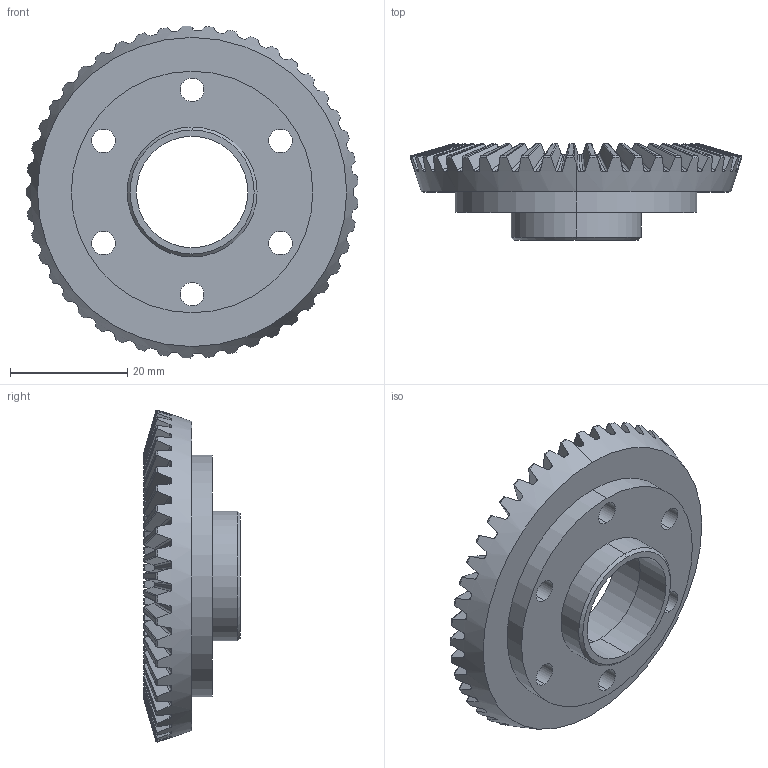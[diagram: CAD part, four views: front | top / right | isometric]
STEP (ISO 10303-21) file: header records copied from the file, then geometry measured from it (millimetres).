
FILE_DESCRIPTION (( 'STEP AP214' ), '1' );
FILE_NAME ('WCP-1114 Rev1.step', '2023-12-19T22:36:30', ( '' ), ( '' ), 'SwSTEP 2.0', 'SolidWorks 2022', '' );
FILE_SCHEMA (( 'AUTOMOTIVE_DESIGN' ));
Length unit declared in the file: inch
Products named in the file (1): WCP-1114 Rev1
Bounding box: 56.71 x 16.5 x 56.74 mm (x, y, z)
Volume: 12528 mm3; surface area: 8956.5 mm2
Topology: 1 solids, 1 shells, 697 faces, 2006 edges, 1336 vertices
Faces by surface type: bspline 377, plane 155, cone 141, cylinder 24
Entity records: 34304 total; most frequent: CARTESIAN_POINT 18997, ORIENTED_EDGE 4012, EDGE_CURVE 2006, DIRECTION 1762, VERTEX_POINT 1336, B_SPLINE_CURVE_WITH_KNOTS 1118, EDGE_LOOP 736, ADVANCED_FACE 697
